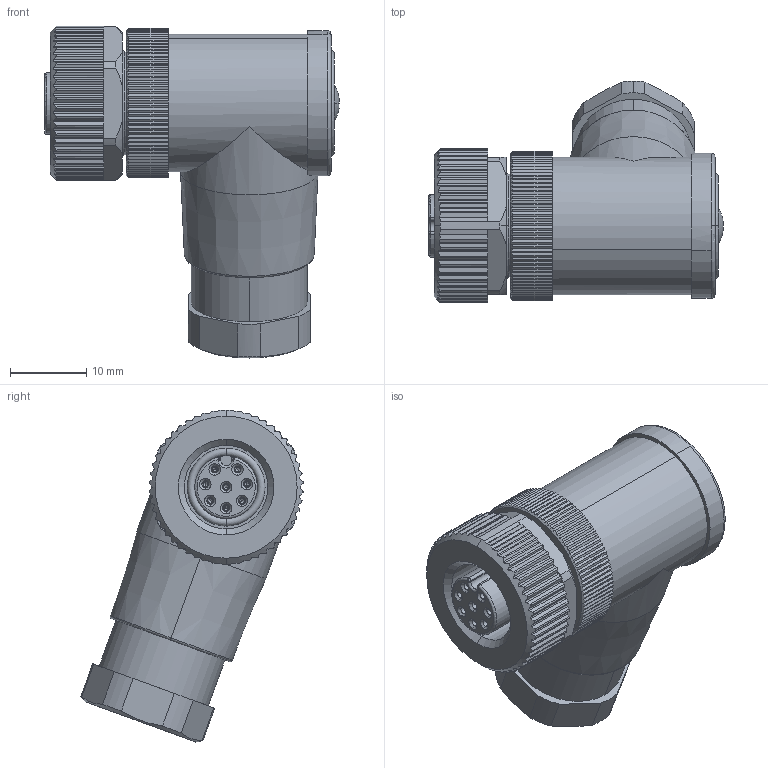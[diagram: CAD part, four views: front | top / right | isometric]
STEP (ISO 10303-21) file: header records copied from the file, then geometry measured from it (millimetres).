
FILE_DESCRIPTION (( 'STEP AP214' ), '1' );
FILE_NAME ('7000-17331-0000000.step', '2016-05-09T18:41:11', ( '' ), ( '' ), 'SwSTEP 2.0', 'SolidWorks 2015', '' );
FILE_SCHEMA (( 'AUTOMOTIVE_DESIGN' ));
Length unit declared in the file: millimetre
Products named in the file (1): 7000-17331-0000000
Bounding box: 38.6 x 29.1 x 43.46 mm (x, y, z)
Volume: 15276.6 mm3; surface area: 5308.1 mm2
Topology: 1 solids, 1 shells, 761 faces, 2161 edges, 1402 vertices
Faces by surface type: plane 392, cylinder 270, cone 51, bspline 32, torus 12, sphere 4
Entity records: 26893 total; most frequent: CARTESIAN_POINT 8273, ORIENTED_EDGE 4286, DIRECTION 3566, EDGE_CURVE 2143, VERTEX_POINT 1402, AXIS2_PLACEMENT_3D 1264, VECTOR 1038, LINE 1038
